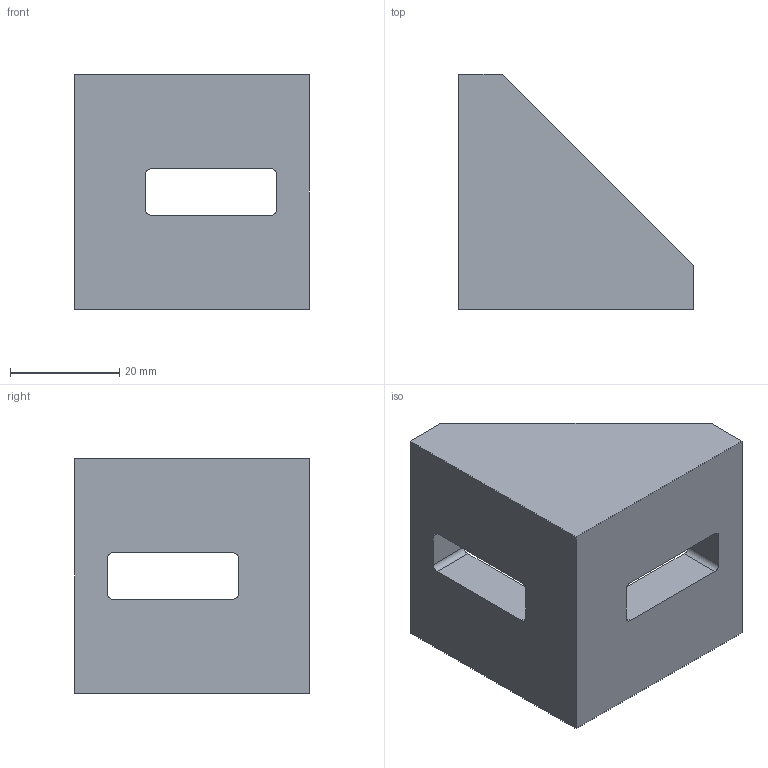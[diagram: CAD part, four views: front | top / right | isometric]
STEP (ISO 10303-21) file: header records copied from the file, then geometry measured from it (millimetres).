
FILE_DESCRIPTION(('STEP AP203'),'1');
FILE_NAME('FIXE00N1066.stp','2023-10-23T11:50:39',(' '),(' '),'Spatial InterOp 3D',' ',' ');
FILE_SCHEMA(('CONFIG_CONTROL_DESIGN'));
Length unit declared in the file: millimetre
Products named in the file (1): Equerre 43x43x43 Al sablé
Bounding box: 43 x 43 x 43 mm (x, y, z)
Volume: 29713.8 mm3; surface area: 11074.3 mm2
Topology: 1 solids, 1 shells, 29 faces, 77 edges, 50 vertices
Faces by surface type: plane 20, cylinder 9
Entity records: 1087 total; most frequent: CARTESIAN_POINT 157, DIRECTION 155, ORIENTED_EDGE 154, EDGE_CURVE 77, LINE 59, VECTOR 59, VERTEX_POINT 50, AXIS2_PLACEMENT_3D 48
